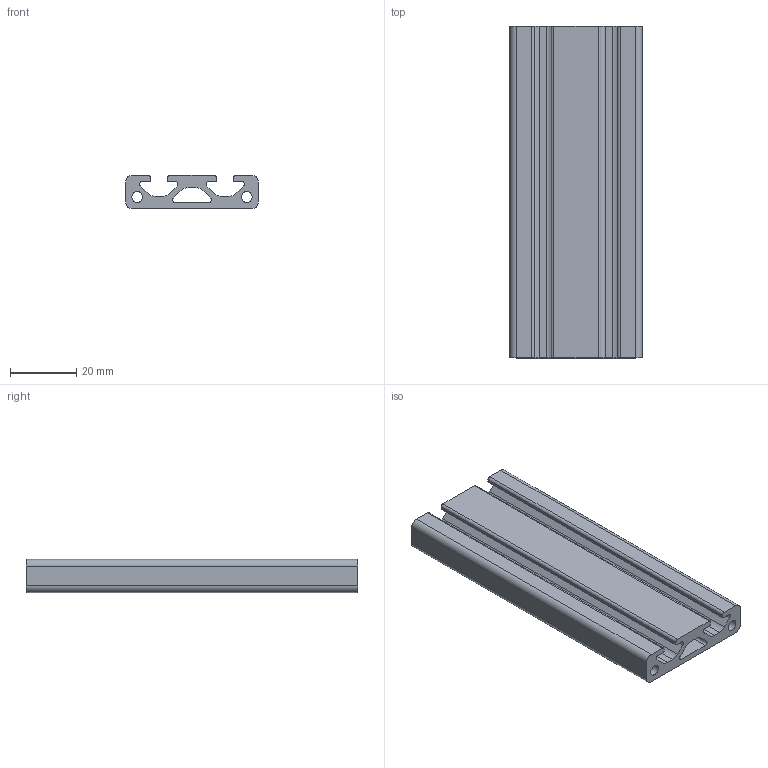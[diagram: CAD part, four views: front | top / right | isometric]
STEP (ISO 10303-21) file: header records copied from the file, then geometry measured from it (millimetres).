
FILE_DESCRIPTION(('FreeCAD Model'),'2;1');
FILE_NAME('Open CASCADE Shape Model','2024-03-15T10:29:39',(''),(''), 'Open CASCADE STEP processor 7.6','FreeCAD','Unknown');
FILE_SCHEMA(('AUTOMOTIVE_DESIGN { 1 0 10303 214 1 1 1 1 }'));
Length unit declared in the file: millimetre
Products named in the file (2): STI5-4010; 3
Assembly tree (1 placements, depth 2):
  STI5-4010
    3
Bounding box: 40 x 100 x 10 mm (x, y, z)
Volume: 24015.4 mm3; surface area: 18902.5 mm2
Topology: 1 solids, 1 shells, 52 faces, 152 edges, 102 vertices
Faces by surface type: plane 26, cylinder 26
Full cylindrical faces by diameter (mm): 3.3 x2
Entity records: 3796 total; most frequent: CARTESIAN_POINT 662, DIRECTION 608, LINE 346, VECTOR 346, ORIENTED_EDGE 304, PCURVE 304, DEFINITIONAL_REPRESENTATION 304, EDGE_CURVE 152
